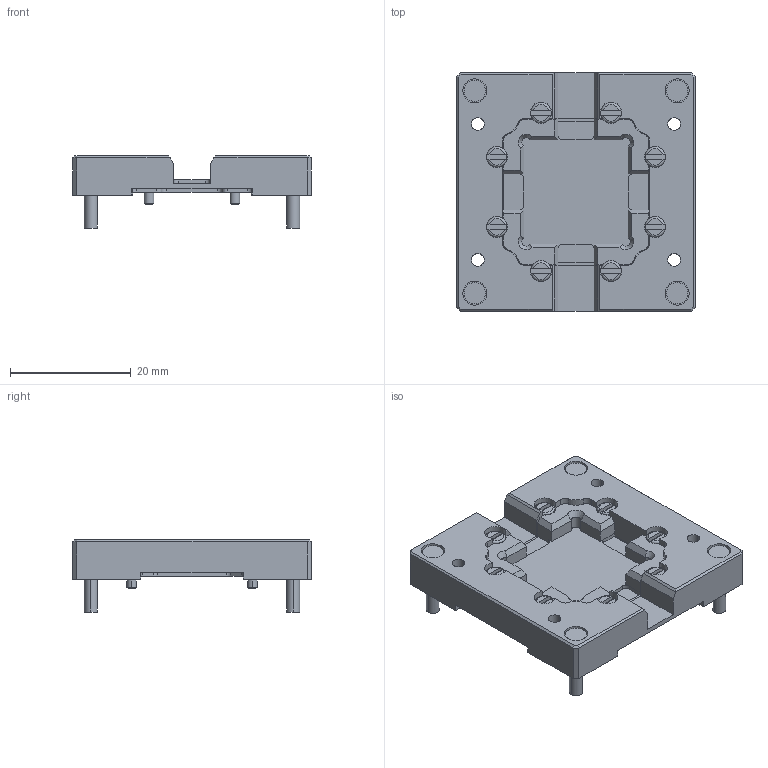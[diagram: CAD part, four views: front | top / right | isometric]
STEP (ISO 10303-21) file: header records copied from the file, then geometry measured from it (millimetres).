
FILE_DESCRIPTION((''),'2;1');
FILE_NAME('IDI_215459-000.stp','2013-02-04T11:35:54',(''),(''),'Mechanical Desktop 2011','Mechanical Desktop 2011',', , ');
FILE_SCHEMA(('AUTOMOTIVE_DESIGN { 1 2 10303 214 1 1 1 1 }'));
Length unit declared in the file: millimetre
Products named in the file (1): Product
Bounding box: 39.5 x 39.5 x 11.93 mm (x, y, z)
Volume: 6753.2 mm3; surface area: 7630 mm2
Topology: 29 solids, 29 shells, 520 faces, 1296 edges, 840 vertices
Faces by surface type: plane 234, cylinder 158, bspline 100, torus 16, cone 12
Entity records: 16534 total; most frequent: CARTESIAN_POINT 3961, DIRECTION 2606, ORIENTED_EDGE 2592, EDGE_CURVE 1296, AXIS2_PLACEMENT_3D 929, VERTEX_POINT 840, VECTOR 748, LINE 748
